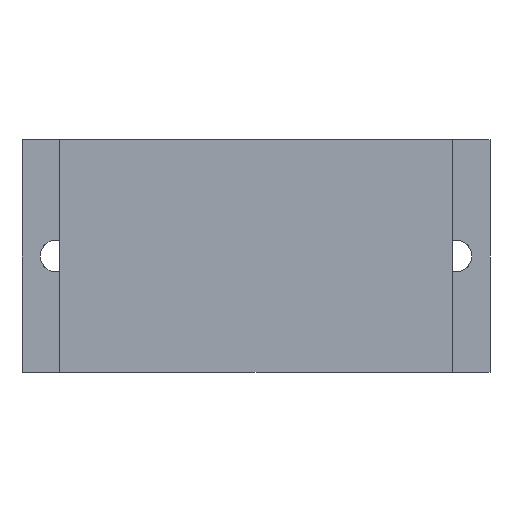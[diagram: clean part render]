
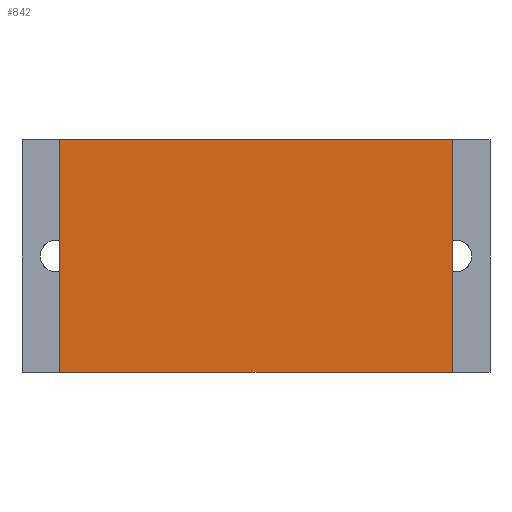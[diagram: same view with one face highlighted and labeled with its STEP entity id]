
A CAD part, left-side view. The second image highlights one B-rep face of the part: STEP entity #842.
In plain terms, the highlighted planar face has unit normal (-1, 0, 0).
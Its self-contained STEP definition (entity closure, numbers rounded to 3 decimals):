
#43 = PLANE('',#44);
#44 = AXIS2_PLACEMENT_3D('',#45,#46,#47);
#45 = CARTESIAN_POINT('',(40.2,14.,16.));
#46 = DIRECTION('',(0.,1.,0.));
#47 = DIRECTION('',(0.,0.,1.));
#114 = VERTEX_POINT('',#115);
#115 = CARTESIAN_POINT('',(28.589,14.,16.));
#129 = PLANE('',#130);
#130 = AXIS2_PLACEMENT_3D('',#131,#132,#133);
#131 = CARTESIAN_POINT('',(43.3,16.6,16.));
#132 = DIRECTION('',(0.,0.,-1.));
#133 = DIRECTION('',(-1.,0.,0.));
#242 = VERTEX_POINT('',#243);
#243 = CARTESIAN_POINT('',(28.589,14.,0.));
#257 = PLANE('',#258);
#258 = AXIS2_PLACEMENT_3D('',#259,#260,#261);
#259 = CARTESIAN_POINT('',(22.465,1.913,
    0.));
#260 = DIRECTION('',(0.,0.,1.));
#261 = DIRECTION('',(1.,0.,0.));
#269 = EDGE_CURVE('',#242,#114,#270,.T.);
#270 = SURFACE_CURVE('',#271,(#275,#281),.PCURVE_S1.);
#271 = LINE('',#272,#273);
#272 = CARTESIAN_POINT('',(28.589,14.,16.));
#273 = VECTOR('',#274,1.);
#274 = DIRECTION('',(0.,0.,1.));
#275 = PCURVE('',#43,#276);
#276 = DEFINITIONAL_REPRESENTATION('',(#277),#280);
#277 = B_SPLINE_CURVE_WITH_KNOTS('',1,(#278,#279),.UNSPECIFIED.,.F.,.F.,
  (2,2),(-17.6,1.6),.PIECEWISE_BEZIER_KNOTS.);
#278 = CARTESIAN_POINT('',(-17.6,-11.611));
#279 = CARTESIAN_POINT('',(1.6,-11.611));
#280 = ( GEOMETRIC_REPRESENTATION_CONTEXT(2) 
PARAMETRIC_REPRESENTATION_CONTEXT() REPRESENTATION_CONTEXT('2D SPACE',''
  ) );
#281 = PCURVE('',#282,#287);
#282 = PLANE('',#283);
#283 = AXIS2_PLACEMENT_3D('',#284,#285,#286);
#284 = CARTESIAN_POINT('',(28.589,25.058,16.));
#285 = DIRECTION('',(-1.,0.,0.));
#286 = DIRECTION('',(0.,-1.,0.));
#287 = DEFINITIONAL_REPRESENTATION('',(#288),#291);
#288 = B_SPLINE_CURVE_WITH_KNOTS('',1,(#289,#290),.UNSPECIFIED.,.F.,.F.,
  (2,2),(-17.6,1.6),.PIECEWISE_BEZIER_KNOTS.);
#289 = CARTESIAN_POINT('',(11.058,-17.6));
#290 = CARTESIAN_POINT('',(11.058,1.6));
#291 = ( GEOMETRIC_REPRESENTATION_CONTEXT(2) 
PARAMETRIC_REPRESENTATION_CONTEXT() REPRESENTATION_CONTEXT('2D SPACE',''
  ) );
#773 = VERTEX_POINT('',#774);
#774 = CARTESIAN_POINT('',(28.589,-13.,16.));
#788 = PLANE('',#789);
#789 = AXIS2_PLACEMENT_3D('',#790,#791,#792);
#790 = CARTESIAN_POINT('',(40.2,-13.,16.));
#791 = DIRECTION('',(0.,1.,0.));
#792 = DIRECTION('',(0.,0.,1.));
#800 = EDGE_CURVE('',#114,#773,#801,.T.);
#801 = SURFACE_CURVE('',#802,(#806,#813),.PCURVE_S1.);
#802 = LINE('',#803,#804);
#803 = CARTESIAN_POINT('',(28.589,25.058,16.));
#804 = VECTOR('',#805,1.);
#805 = DIRECTION('',(0.,-1.,0.));
#806 = PCURVE('',#129,#807);
#807 = DEFINITIONAL_REPRESENTATION('',(#808),#812);
#808 = LINE('',#809,#810);
#809 = CARTESIAN_POINT('',(14.711,8.458));
#810 = VECTOR('',#811,1.);
#811 = DIRECTION('',(0.,-1.));
#812 = ( GEOMETRIC_REPRESENTATION_CONTEXT(2) 
PARAMETRIC_REPRESENTATION_CONTEXT() REPRESENTATION_CONTEXT('2D SPACE',''
  ) );
#813 = PCURVE('',#282,#814);
#814 = DEFINITIONAL_REPRESENTATION('',(#815),#819);
#815 = LINE('',#816,#817);
#816 = CARTESIAN_POINT('',(0.,0.));
#817 = VECTOR('',#818,1.);
#818 = DIRECTION('',(1.,0.));
#819 = ( GEOMETRIC_REPRESENTATION_CONTEXT(2) 
PARAMETRIC_REPRESENTATION_CONTEXT() REPRESENTATION_CONTEXT('2D SPACE',''
  ) );
#842 = ADVANCED_FACE('',(#843),#282,.T.);
#843 = FACE_BOUND('',#844,.T.);
#844 = EDGE_LOOP('',(#845,#846,#847,#868));
#845 = ORIENTED_EDGE('',*,*,#800,.F.);
#846 = ORIENTED_EDGE('',*,*,#269,.F.);
#847 = ORIENTED_EDGE('',*,*,#848,.T.);
#848 = EDGE_CURVE('',#242,#849,#851,.T.);
#849 = VERTEX_POINT('',#850);
#850 = CARTESIAN_POINT('',(28.589,-13.,0.));
#851 = SURFACE_CURVE('',#852,(#856,#862),.PCURVE_S1.);
#852 = LINE('',#853,#854);
#853 = CARTESIAN_POINT('',(28.589,13.485,0.)
  );
#854 = VECTOR('',#855,1.);
#855 = DIRECTION('',(0.,-1.,0.));
#856 = PCURVE('',#282,#857);
#857 = DEFINITIONAL_REPRESENTATION('',(#858),#861);
#858 = B_SPLINE_CURVE_WITH_KNOTS('',1,(#859,#860),.UNSPECIFIED.,.F.,.F.,
  (2,2),(-12.165,32.835),.PIECEWISE_BEZIER_KNOTS.);
#859 = CARTESIAN_POINT('',(-0.592,-16.));
#860 = CARTESIAN_POINT('',(44.408,-16.));
#861 = ( GEOMETRIC_REPRESENTATION_CONTEXT(2) 
PARAMETRIC_REPRESENTATION_CONTEXT() REPRESENTATION_CONTEXT('2D SPACE',''
  ) );
#862 = PCURVE('',#257,#863);
#863 = DEFINITIONAL_REPRESENTATION('',(#864),#867);
#864 = B_SPLINE_CURVE_WITH_KNOTS('',1,(#865,#866),.UNSPECIFIED.,.F.,.F.,
  (2,2),(-12.165,32.835),.PIECEWISE_BEZIER_KNOTS.);
#865 = CARTESIAN_POINT('',(6.125,23.737));
#866 = CARTESIAN_POINT('',(6.125,-21.263));
#867 = ( GEOMETRIC_REPRESENTATION_CONTEXT(2) 
PARAMETRIC_REPRESENTATION_CONTEXT() REPRESENTATION_CONTEXT('2D SPACE',''
  ) );
#868 = ORIENTED_EDGE('',*,*,#869,.T.);
#869 = EDGE_CURVE('',#849,#773,#870,.T.);
#870 = SURFACE_CURVE('',#871,(#875,#881),.PCURVE_S1.);
#871 = LINE('',#872,#873);
#872 = CARTESIAN_POINT('',(28.589,-13.,16.));
#873 = VECTOR('',#874,1.);
#874 = DIRECTION('',(0.,0.,1.));
#875 = PCURVE('',#282,#876);
#876 = DEFINITIONAL_REPRESENTATION('',(#877),#880);
#877 = B_SPLINE_CURVE_WITH_KNOTS('',1,(#878,#879),.UNSPECIFIED.,.F.,.F.,
  (2,2),(-17.6,1.6),.PIECEWISE_BEZIER_KNOTS.);
#878 = CARTESIAN_POINT('',(38.058,-17.6));
#879 = CARTESIAN_POINT('',(38.058,1.6));
#880 = ( GEOMETRIC_REPRESENTATION_CONTEXT(2) 
PARAMETRIC_REPRESENTATION_CONTEXT() REPRESENTATION_CONTEXT('2D SPACE',''
  ) );
#881 = PCURVE('',#788,#882);
#882 = DEFINITIONAL_REPRESENTATION('',(#883),#886);
#883 = B_SPLINE_CURVE_WITH_KNOTS('',1,(#884,#885),.UNSPECIFIED.,.F.,.F.,
  (2,2),(-17.6,1.6),.PIECEWISE_BEZIER_KNOTS.);
#884 = CARTESIAN_POINT('',(-17.6,-11.611));
#885 = CARTESIAN_POINT('',(1.6,-11.611));
#886 = ( GEOMETRIC_REPRESENTATION_CONTEXT(2) 
PARAMETRIC_REPRESENTATION_CONTEXT() REPRESENTATION_CONTEXT('2D SPACE',''
  ) );
